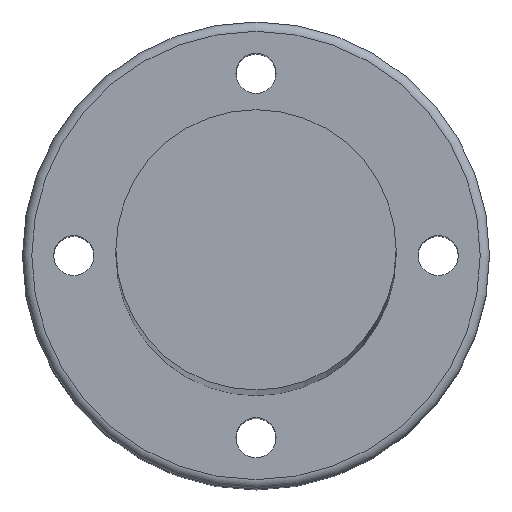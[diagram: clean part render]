
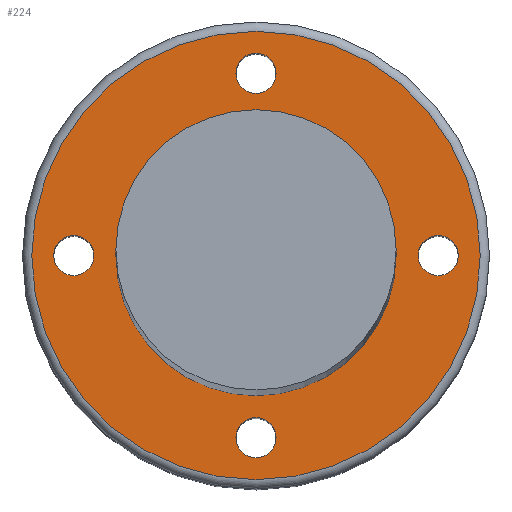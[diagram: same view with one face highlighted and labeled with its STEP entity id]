
A CAD part, top view. The second image highlights one B-rep face of the part: STEP entity #224.
In plain terms, the highlighted planar face has unit normal (0, 0, 1).
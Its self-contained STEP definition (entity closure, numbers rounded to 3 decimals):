
#20=FACE_BOUND('',#80,.T.);
#21=FACE_BOUND('',#81,.T.);
#22=FACE_BOUND('',#82,.T.);
#23=FACE_BOUND('',#83,.T.);
#24=FACE_BOUND('',#84,.T.);
#27=PLANE('',#273);
#59=FACE_OUTER_BOUND('',#79,.T.);
#79=EDGE_LOOP('',(#180));
#80=EDGE_LOOP('',(#181));
#81=EDGE_LOOP('',(#182));
#82=EDGE_LOOP('',(#183));
#83=EDGE_LOOP('',(#184));
#84=EDGE_LOOP('',(#185));
#106=CIRCLE('',#272,24.);
#107=CIRCLE('',#274,15.);
#108=CIRCLE('',#275,2.15);
#109=CIRCLE('',#276,2.15);
#110=CIRCLE('',#277,2.15);
#111=CIRCLE('',#278,2.15);
#124=VERTEX_POINT('',#396);
#125=VERTEX_POINT('',#400);
#126=VERTEX_POINT('',#402);
#127=VERTEX_POINT('',#404);
#128=VERTEX_POINT('',#406);
#129=VERTEX_POINT('',#408);
#145=EDGE_CURVE('',#124,#124,#106,.T.);
#146=EDGE_CURVE('',#125,#125,#107,.T.);
#147=EDGE_CURVE('',#126,#126,#108,.T.);
#148=EDGE_CURVE('',#127,#127,#109,.T.);
#149=EDGE_CURVE('',#128,#128,#110,.T.);
#150=EDGE_CURVE('',#129,#129,#111,.T.);
#180=ORIENTED_EDGE('',*,*,#145,.F.);
#181=ORIENTED_EDGE('',*,*,#146,.F.);
#182=ORIENTED_EDGE('',*,*,#147,.T.);
#183=ORIENTED_EDGE('',*,*,#148,.T.);
#184=ORIENTED_EDGE('',*,*,#149,.T.);
#185=ORIENTED_EDGE('',*,*,#150,.T.);
#224=ADVANCED_FACE('',(#59,#20,#21,#22,#23,#24),#27,.F.);
#272=AXIS2_PLACEMENT_3D('',#398,#324,#325);
#273=AXIS2_PLACEMENT_3D('',#399,#326,#327);
#274=AXIS2_PLACEMENT_3D('',#401,#328,#329);
#275=AXIS2_PLACEMENT_3D('',#403,#330,#331);
#276=AXIS2_PLACEMENT_3D('',#405,#332,#333);
#277=AXIS2_PLACEMENT_3D('',#407,#334,#335);
#278=AXIS2_PLACEMENT_3D('',#409,#336,#337);
#324=DIRECTION('center_axis',(0.,0.,-1.));
#325=DIRECTION('ref_axis',(1.,0.,0.));
#326=DIRECTION('center_axis',(0.,0.,-1.));
#327=DIRECTION('ref_axis',(-1.,0.,0.));
#328=DIRECTION('center_axis',(0.,0.,1.));
#329=DIRECTION('ref_axis',(1.,0.,0.));
#330=DIRECTION('center_axis',(0.,0.,-1.));
#331=DIRECTION('ref_axis',(-1.,0.,0.));
#332=DIRECTION('center_axis',(0.,0.,-1.));
#333=DIRECTION('ref_axis',(-1.,0.,0.));
#334=DIRECTION('center_axis',(0.,0.,-1.));
#335=DIRECTION('ref_axis',(-1.,0.,0.));
#336=DIRECTION('center_axis',(0.,0.,-1.));
#337=DIRECTION('ref_axis',(-1.,0.,0.));
#396=CARTESIAN_POINT('',(24.,0.,-350.));
#398=CARTESIAN_POINT('Origin',(0.,0.,-350.));
#399=CARTESIAN_POINT('Origin',(0.,0.,-350.));
#400=CARTESIAN_POINT('',(-15.,0.,-350.));
#401=CARTESIAN_POINT('Origin',(0.,0.,-350.));
#402=CARTESIAN_POINT('',(2.15,19.5,-350.));
#403=CARTESIAN_POINT('Origin',(0.,19.5,-350.));
#404=CARTESIAN_POINT('',(21.65,0.,-350.));
#405=CARTESIAN_POINT('Origin',(19.5,0.,-350.));
#406=CARTESIAN_POINT('',(2.15,-19.5,-350.));
#407=CARTESIAN_POINT('Origin',(0.,-19.5,-350.));
#408=CARTESIAN_POINT('',(-17.35,0.,-350.));
#409=CARTESIAN_POINT('Origin',(-19.5,0.,-350.));
